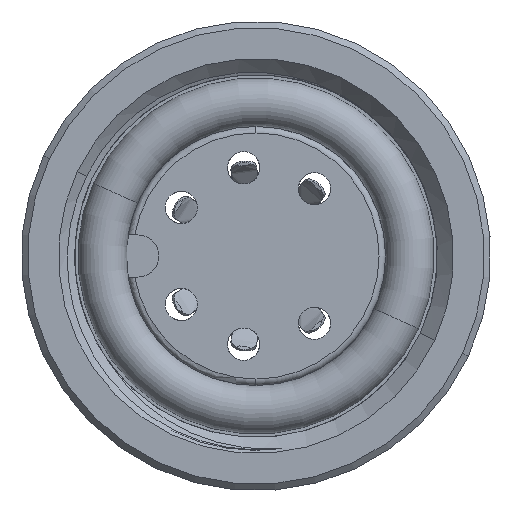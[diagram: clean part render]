
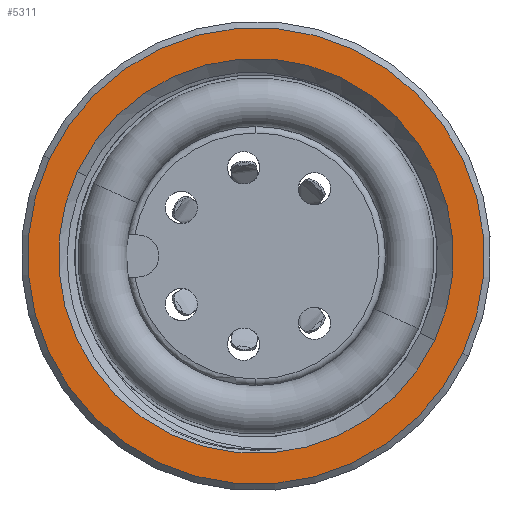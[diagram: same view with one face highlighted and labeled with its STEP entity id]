
A CAD part, left-side view. The second image highlights one B-rep face of the part: STEP entity #5311.
In plain terms, the highlighted face is planar.
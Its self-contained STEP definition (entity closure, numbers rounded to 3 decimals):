
#420 = CARTESIAN_POINT ( 'NONE',  ( 11., 0., 6.1 ) ) ;
#508 = CARTESIAN_POINT ( 'NONE',  ( 11., 0., 0. ) ) ;
#532 = ORIENTED_EDGE ( 'NONE', *, *, #585, .T. ) ;
#585 = EDGE_CURVE ( 'NONE', #3149, #1604, #5550, .T. ) ;
#887 = AXIS2_PLACEMENT_3D ( 'NONE', #3164, #3728, #4285 ) ;
#1076 = CARTESIAN_POINT ( 'NONE',  ( 11., 0., -6.1 ) ) ;
#1320 = VERTEX_POINT ( 'NONE', #1076 ) ;
#1604 = VERTEX_POINT ( 'NONE', #2181 ) ;
#1736 = EDGE_LOOP ( 'NONE', ( #6341, #532 ) ) ;
#1819 = CIRCLE ( 'NONE', #3448, 7.05 ) ;
#1925 = DIRECTION ( 'NONE',  ( 1., 0., 0. ) ) ;
#2181 = CARTESIAN_POINT ( 'NONE',  ( 11., 0., 7.05 ) ) ;
#2447 = FACE_BOUND ( 'NONE', #7022, .T. ) ;
#2682 = CIRCLE ( 'NONE', #7078, 6.1 ) ;
#2869 = DIRECTION ( 'NONE',  ( 0., 0., 1. ) ) ;
#2879 = DIRECTION ( 'NONE',  ( -1., 0., 0. ) ) ;
#3149 = VERTEX_POINT ( 'NONE', #6252 ) ;
#3164 = CARTESIAN_POINT ( 'NONE',  ( 11., 0., 0. ) ) ;
#3342 = DIRECTION ( 'NONE',  ( -1., 0., 0. ) ) ;
#3428 = DIRECTION ( 'NONE',  ( -1., 0., 0. ) ) ;
#3448 = AXIS2_PLACEMENT_3D ( 'NONE', #7298, #1925, #4326 ) ;
#3628 = CARTESIAN_POINT ( 'NONE',  ( 11., 7.25, 0. ) ) ;
#3728 = DIRECTION ( 'NONE',  ( 1., 0., 0. ) ) ;
#4138 = ORIENTED_EDGE ( 'NONE', *, *, #4670, .T. ) ;
#4285 = DIRECTION ( 'NONE',  ( 0., 0., 1. ) ) ;
#4326 = DIRECTION ( 'NONE',  ( 0., 0., 1. ) ) ;
#4443 = AXIS2_PLACEMENT_3D ( 'NONE', #3628, #2879, #4774 ) ;
#4585 = CIRCLE ( 'NONE', #6599, 6.1 ) ;
#4604 = DIRECTION ( 'NONE',  ( 0., 0., 1. ) ) ;
#4670 = EDGE_CURVE ( 'NONE', #6719, #1320, #2682, .T. ) ;
#4735 = FACE_OUTER_BOUND ( 'NONE', #1736, .T. ) ;
#4774 = DIRECTION ( 'NONE',  ( 0., 0., 1. ) ) ;
#5006 = EDGE_CURVE ( 'NONE', #1604, #3149, #1819, .T. ) ;
#5112 = CARTESIAN_POINT ( 'NONE',  ( 11., 0., 0. ) ) ;
#5311 = ADVANCED_FACE ( 'NONE', ( #4735, #2447 ), #5439, .F. ) ;
#5439 = PLANE ( 'NONE',  #4443 ) ;
#5550 = CIRCLE ( 'NONE', #887, 7.05 ) ;
#5567 = EDGE_CURVE ( 'NONE', #1320, #6719, #4585, .T. ) ;
#6252 = CARTESIAN_POINT ( 'NONE',  ( 11., 0., -7.05 ) ) ;
#6341 = ORIENTED_EDGE ( 'NONE', *, *, #5006, .T. ) ;
#6599 = AXIS2_PLACEMENT_3D ( 'NONE', #5112, #3342, #2869 ) ;
#6719 = VERTEX_POINT ( 'NONE', #420 ) ;
#6883 = ORIENTED_EDGE ( 'NONE', *, *, #5567, .T. ) ;
#7022 = EDGE_LOOP ( 'NONE', ( #6883, #4138 ) ) ;
#7078 = AXIS2_PLACEMENT_3D ( 'NONE', #508, #3428, #4604 ) ;
#7298 = CARTESIAN_POINT ( 'NONE',  ( 11., 0., 0. ) ) ;
